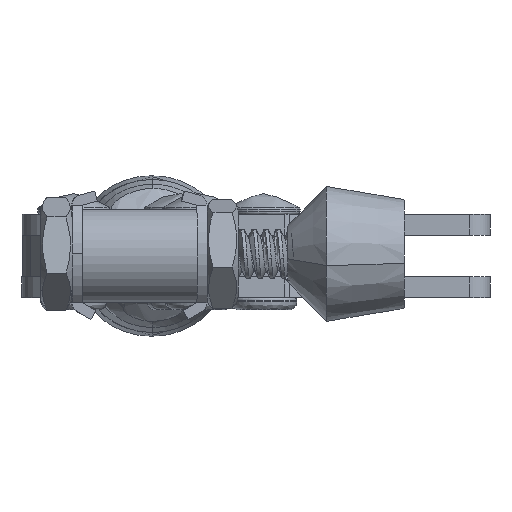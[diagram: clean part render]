
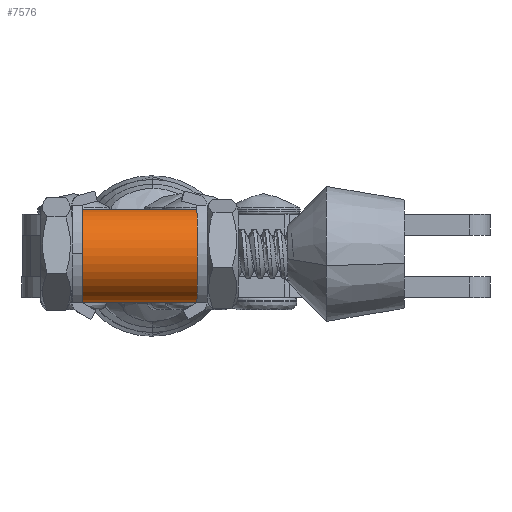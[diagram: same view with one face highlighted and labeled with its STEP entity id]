
A CAD part, left-side view. The second image highlights one B-rep face of the part: STEP entity #7576.
In plain terms, the highlighted cylindrical face has radius 4.5 mm (diameter 9 mm), a partial arc.
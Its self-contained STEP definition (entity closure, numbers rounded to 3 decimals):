
#7193 = VERTEX_POINT ( 'NONE', #23259 ) ;
#7319 = VERTEX_POINT ( 'NONE', #23730 ) ;
#7326 = EDGE_CURVE ( 'NONE', #7193, #7319, #23733, .T. ) ;
#7470 = VERTEX_POINT ( 'NONE', #24168 ) ;
#7576 = ADVANCED_FACE ( 'NONE', ( #24501 ), #24500, .T. ) ;
#7578 = VERTEX_POINT ( 'NONE', #24495 ) ;
#7580 = ORIENTED_EDGE ( 'NONE', *, *, #7604, .F. ) ;
#7582 = EDGE_CURVE ( 'NONE', #7470, #7319, #24492, .T. ) ;
#7584 = ORIENTED_EDGE ( 'NONE', *, *, #7582, .F. ) ;
#7586 = ORIENTED_EDGE ( 'NONE', *, *, #7326, .T. ) ;
#7604 = EDGE_CURVE ( 'NONE', #7193, #7578, #24508, .T. ) ;
#7611 = EDGE_LOOP ( 'NONE', ( #7613, #7580, #7586, #7584 ) ) ;
#7613 = ORIENTED_EDGE ( 'NONE', *, *, #7616, .T. ) ;
#7616 = EDGE_CURVE ( 'NONE', #7470, #7578, #24505, .T. ) ;
#23259 = CARTESIAN_POINT ( 'NONE',  ( -42.9, 16.35, -4.5 ) ) ;
#23730 = CARTESIAN_POINT ( 'NONE',  ( -42.9, 5.35, -4.5 ) ) ;
#23732 = CARTESIAN_POINT ( 'NONE',  ( -42.9, 22., -4.5 ) ) ;
#23733 = LINE ( 'NONE', #23732, #23761 ) ;
#23760 = DIRECTION ( 'NONE',  ( 0., -1., 0. ) ) ;
#23761 = VECTOR ( 'NONE', #23760, 1000. ) ;
#24168 = CARTESIAN_POINT ( 'NONE',  ( -42.9, 5.35, 4.5 ) ) ;
#24440 = CARTESIAN_POINT ( 'NONE',  ( -42.9, 22., 0. ) ) ;
#24441 = AXIS2_PLACEMENT_3D ( 'NONE', #24440, #24497, #24446 ) ;
#24446 = DIRECTION ( 'NONE',  ( 0., 0., -1. ) ) ;
#24447 = CARTESIAN_POINT ( 'NONE',  ( -42.9, 5.35, 0. ) ) ;
#24481 = DIRECTION ( 'NONE',  ( 0., 0., -1. ) ) ;
#24482 = DIRECTION ( 'NONE',  ( 0., -1., 0. ) ) ;
#24489 = AXIS2_PLACEMENT_3D ( 'NONE', #24447, #24482, #24481 ) ;
#24492 = CIRCLE ( 'NONE', #24489, 4.5 ) ;
#24495 = CARTESIAN_POINT ( 'NONE',  ( -42.9, 16.35, 4.5 ) ) ;
#24497 = DIRECTION ( 'NONE',  ( 0., -1., 0. ) ) ;
#24500 = CYLINDRICAL_SURFACE ( 'NONE', #24441, 4.5 ) ;
#24501 = FACE_OUTER_BOUND ( 'NONE', #7611, .T. ) ;
#24504 = CARTESIAN_POINT ( 'NONE',  ( -42.9, 22., 4.5 ) ) ;
#24505 = LINE ( 'NONE', #24504, #24506 ) ;
#24506 = VECTOR ( 'NONE', #24651, 1000. ) ;
#24507 = CARTESIAN_POINT ( 'NONE',  ( -42.9, 16.35, 0. ) ) ;
#24508 = CIRCLE ( 'NONE', #24545, 4.5 ) ;
#24543 = DIRECTION ( 'NONE',  ( 0., 0., -1. ) ) ;
#24544 = DIRECTION ( 'NONE',  ( 0., 1., 0. ) ) ;
#24545 = AXIS2_PLACEMENT_3D ( 'NONE', #24507, #24544, #24543 ) ;
#24651 = DIRECTION ( 'NONE',  ( 0., 1., 0. ) ) ;
